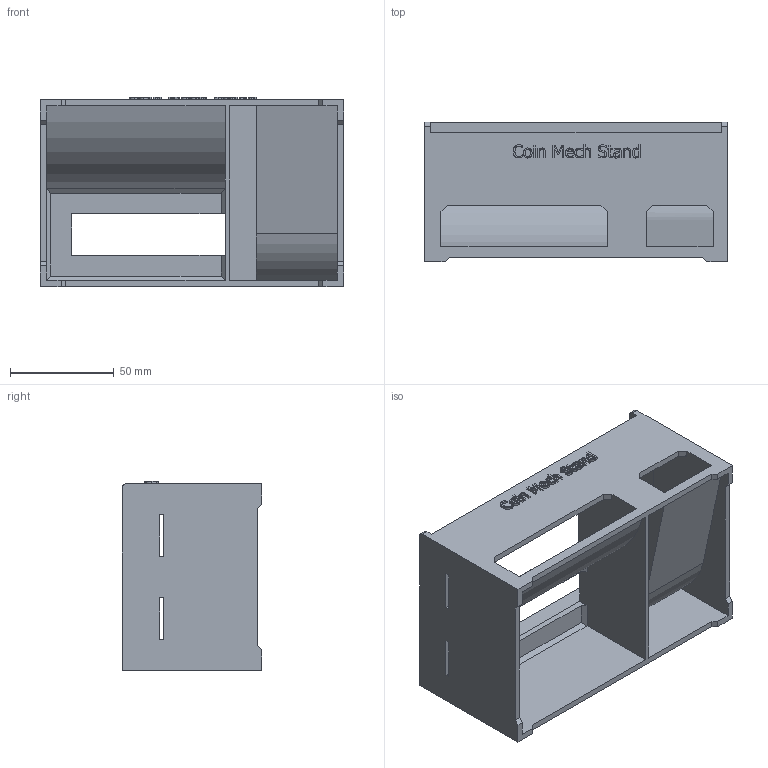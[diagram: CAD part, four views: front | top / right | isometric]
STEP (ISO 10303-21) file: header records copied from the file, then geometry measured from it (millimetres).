
FILE_DESCRIPTION(/* description */ ('Data for 3D printer'),/* implementation_level */ '2;1');
FILE_NAME(/* name */ 'Coin Mech Stand.stp',/* time_stamp */ '2025-04-06T21:20:39+09:00',/* author */ ('jimbo'),/* organization */ ('OCT Co.,Ltd.'),/* preprocessor_version */ 'ST-DEVELOPER v20',/* originating_system */ 'Autodesk Inventor 2024',/* authorisation */ 'Shuhei Jimbo');
FILE_SCHEMA (('AUTOMOTIVE_DESIGN { 1 0 10303 214 3 1 1 }'));
Length unit declared in the file: millimetre
Products named in the file (1): Coin Mech Stand
Bounding box: 146 x 67 x 91 mm (x, y, z)
Volume: 149697 mm3; surface area: 93469.5 mm2
Topology: 1 solids, 1 shells, 306 faces, 882 edges, 587 vertices
Faces by surface type: plane 188, bspline 112, cylinder 6
Entity records: 10902 total; most frequent: CARTESIAN_POINT 3232, ORIENTED_EDGE 1764, DIRECTION 1062, EDGE_CURVE 882, LINE 644, VECTOR 644, VERTEX_POINT 587, EDGE_LOOP 333
